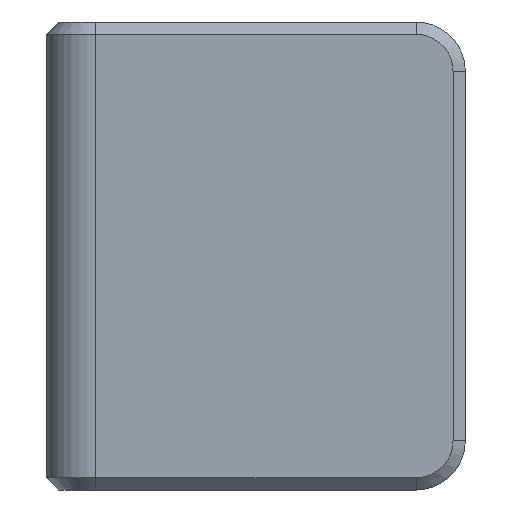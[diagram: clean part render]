
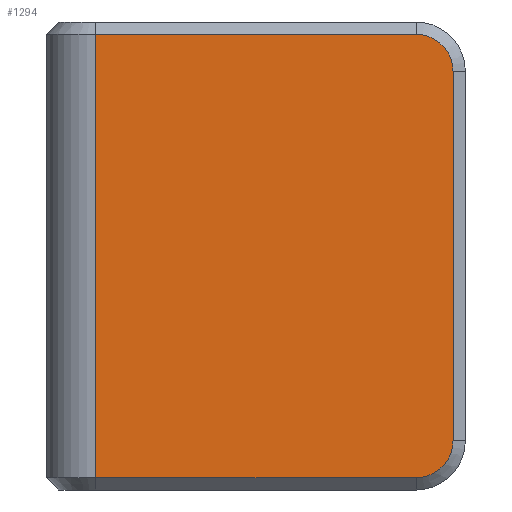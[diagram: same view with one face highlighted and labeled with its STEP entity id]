
A CAD part, left-side view. The second image highlights one B-rep face of the part: STEP entity #1294.
In plain terms, the highlighted planar face has unit normal (-1, 0, 0).
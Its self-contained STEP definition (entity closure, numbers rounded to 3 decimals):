
#13 = VERTEX_POINT ( 'NONE', #527 ) ;
#31 = ORIENTED_EDGE ( 'NONE', *, *, #1183, .T. ) ;
#52 = DIRECTION ( 'NONE',  ( 0., 0., -1. ) ) ;
#89 = CARTESIAN_POINT ( 'NONE',  ( 0., 2., -9. ) ) ;
#120 = PLANE ( 'NONE',  #717 ) ;
#131 = ORIENTED_EDGE ( 'NONE', *, *, #819, .T. ) ;
#188 = CIRCLE ( 'NONE', #794, 1.5 ) ;
#202 = DIRECTION ( 'NONE',  ( 0., 0., 1. ) ) ;
#216 = DIRECTION ( 'NONE',  ( -1., 0., 0. ) ) ;
#218 = VECTOR ( 'NONE', #250, 1000. ) ;
#244 = DIRECTION ( 'NONE',  ( 0., 0., -1. ) ) ;
#250 = DIRECTION ( 'NONE',  ( 0., 1., 0. ) ) ;
#281 = LINE ( 'NONE', #1205, #218 ) ;
#283 = ORIENTED_EDGE ( 'NONE', *, *, #363, .T. ) ;
#285 = CIRCLE ( 'NONE', #301, 1.5 ) ;
#301 = AXIS2_PLACEMENT_3D ( 'NONE', #341, #1089, #244 ) ;
#313 = LINE ( 'NONE', #1209, #842 ) ;
#322 = CARTESIAN_POINT ( 'NONE',  ( 0., 0.5, -7.5 ) ) ;
#341 = CARTESIAN_POINT ( 'NONE',  ( 0., 2., 7.5 ) ) ;
#363 = EDGE_CURVE ( 'NONE', #803, #583, #313, .T. ) ;
#376 = ORIENTED_EDGE ( 'NONE', *, *, #418, .T. ) ;
#383 = LINE ( 'NONE', #568, #913 ) ;
#418 = EDGE_CURVE ( 'NONE', #1179, #803, #281, .T. ) ;
#442 = ORIENTED_EDGE ( 'NONE', *, *, #1311, .T. ) ;
#470 = VECTOR ( 'NONE', #1354, 1000. ) ;
#503 = LINE ( 'NONE', #89, #470 ) ;
#527 = CARTESIAN_POINT ( 'NONE',  ( 0., 0.5, 7.5 ) ) ;
#568 = CARTESIAN_POINT ( 'NONE',  ( 0., 0.5, 9.5 ) ) ;
#583 = VERTEX_POINT ( 'NONE', #739 ) ;
#623 = DIRECTION ( 'NONE',  ( 1., 0., 0. ) ) ;
#717 = AXIS2_PLACEMENT_3D ( 'NONE', #1165, #623, #1155 ) ;
#739 = CARTESIAN_POINT ( 'NONE',  ( 0., 15., -9. ) ) ;
#794 = AXIS2_PLACEMENT_3D ( 'NONE', #844, #216, #924 ) ;
#798 = VERTEX_POINT ( 'NONE', #1034 ) ;
#803 = VERTEX_POINT ( 'NONE', #1138 ) ;
#816 = EDGE_LOOP ( 'NONE', ( #283, #131, #442, #31, #982, #376 ) ) ;
#819 = EDGE_CURVE ( 'NONE', #583, #798, #503, .T. ) ;
#842 = VECTOR ( 'NONE', #52, 1000. ) ;
#844 = CARTESIAN_POINT ( 'NONE',  ( 0., 2., -7.5 ) ) ;
#913 = VECTOR ( 'NONE', #202, 1000. ) ;
#924 = DIRECTION ( 'NONE',  ( 0., 0., -1. ) ) ;
#982 = ORIENTED_EDGE ( 'NONE', *, *, #1250, .T. ) ;
#1034 = CARTESIAN_POINT ( 'NONE',  ( 0., 2., -9. ) ) ;
#1064 = FACE_OUTER_BOUND ( 'NONE', #816, .T. ) ;
#1089 = DIRECTION ( 'NONE',  ( -1., 0., 0. ) ) ;
#1138 = CARTESIAN_POINT ( 'NONE',  ( 0., 15., 9. ) ) ;
#1155 = DIRECTION ( 'NONE',  ( 0., 0., -1. ) ) ;
#1165 = CARTESIAN_POINT ( 'NONE',  ( 0., 0., 9.5 ) ) ;
#1179 = VERTEX_POINT ( 'NONE', #1297 ) ;
#1183 = EDGE_CURVE ( 'NONE', #1329, #13, #383, .T. ) ;
#1205 = CARTESIAN_POINT ( 'NONE',  ( 0., 0., 9. ) ) ;
#1209 = CARTESIAN_POINT ( 'NONE',  ( 0., 15., 9.5 ) ) ;
#1250 = EDGE_CURVE ( 'NONE', #13, #1179, #285, .T. ) ;
#1294 = ADVANCED_FACE ( 'NONE', ( #1064 ), #120, .F. ) ;
#1297 = CARTESIAN_POINT ( 'NONE',  ( 0., 2., 9. ) ) ;
#1311 = EDGE_CURVE ( 'NONE', #798, #1329, #188, .T. ) ;
#1329 = VERTEX_POINT ( 'NONE', #322 ) ;
#1354 = DIRECTION ( 'NONE',  ( 0., -1., 0. ) ) ;
